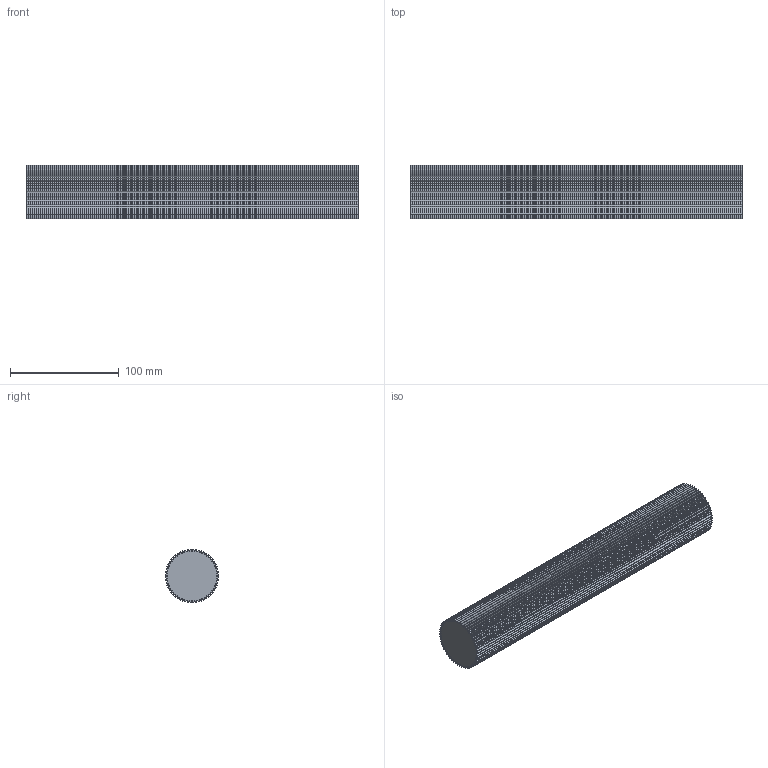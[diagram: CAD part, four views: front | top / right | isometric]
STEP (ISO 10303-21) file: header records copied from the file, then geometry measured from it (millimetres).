
FILE_DESCRIPTION (( 'STEP AP203' ), '1' );
FILE_NAME ('gs-20-32-60-1117.STEP', '2021-08-11T21:06:25', ( '' ), ( '' ), 'SwSTEP 2.0', 'SolidWorks 2021', '' );
FILE_SCHEMA (( 'CONFIG_CONTROL_DESIGN' ));
Length unit declared in the file: inch
Products named in the file (1): gs-20-32-60-1117
Bounding box: 304.8 x 49.17 x 49.17 mm (x, y, z)
Volume: 537115.2 mm3; surface area: 95204.4 mm2
Topology: 1 solids, 1 shells, 247 faces, 735 edges, 490 vertices
Faces by surface type: cylinder 245, plane 2
Entity records: 8678 total; most frequent: DIRECTION 1721, CARTESIAN_POINT 1473, ORIENTED_EDGE 1470, AXIS2_PLACEMENT_3D 738, EDGE_CURVE 735, CIRCLE 490, VERTEX_POINT 490, EDGE_LOOP 247
